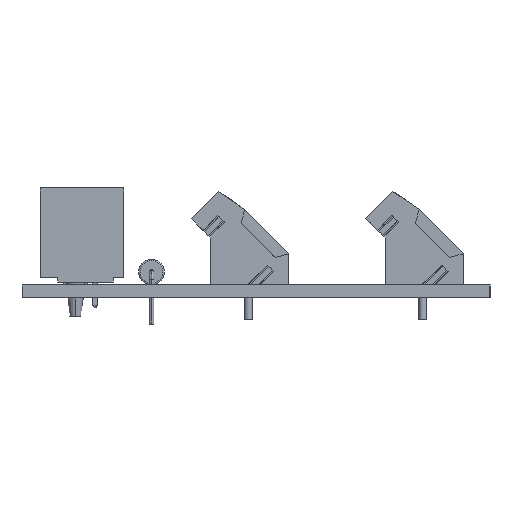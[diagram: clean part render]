
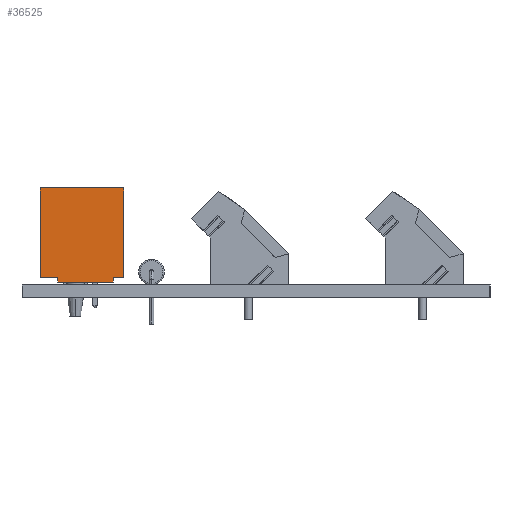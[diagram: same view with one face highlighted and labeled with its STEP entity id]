
A CAD part, left-side view. The second image highlights one B-rep face of the part: STEP entity #36525.
In plain terms, the highlighted planar face has unit normal (-1, 0, 0).
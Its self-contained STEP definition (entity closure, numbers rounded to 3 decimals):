
#34834 = VERTEX_POINT('',#34835);
#34835 = CARTESIAN_POINT('',(-9.91,5.75,1.));
#34841 = EDGE_CURVE('',#34842,#34834,#34844,.T.);
#34842 = VERTEX_POINT('',#34843);
#34843 = CARTESIAN_POINT('',(-9.91,5.75,12.43));
#34844 = LINE('',#34845,#34846);
#34845 = CARTESIAN_POINT('',(-9.91,5.75,6.395));
#34846 = VECTOR('',#34847,1.);
#34847 = DIRECTION('',(0.,0.,-1.));
#35811 = VERTEX_POINT('',#35812);
#35812 = CARTESIAN_POINT('',(-9.91,-4.95,1.));
#35818 = EDGE_CURVE('',#35811,#35819,#35821,.T.);
#35819 = VERTEX_POINT('',#35820);
#35820 = CARTESIAN_POINT('',(-9.91,-3.58,1.));
#35821 = LINE('',#35822,#35823);
#35822 = CARTESIAN_POINT('',(-9.91,0.4,1.));
#35823 = VECTOR('',#35824,1.);
#35824 = DIRECTION('',(0.,1.,0.));
#35893 = VERTEX_POINT('',#35894);
#35894 = CARTESIAN_POINT('',(-9.91,3.53,1.));
#35900 = EDGE_CURVE('',#35893,#34834,#35901,.T.);
#35901 = LINE('',#35902,#35903);
#35902 = CARTESIAN_POINT('',(-9.91,0.4,1.));
#35903 = VECTOR('',#35904,1.);
#35904 = DIRECTION('',(0.,1.,0.));
#36475 = EDGE_CURVE('',#36476,#35811,#36478,.T.);
#36476 = VERTEX_POINT('',#36477);
#36477 = CARTESIAN_POINT('',(-9.91,-4.95,12.43));
#36478 = LINE('',#36479,#36480);
#36479 = CARTESIAN_POINT('',(-9.91,-4.95,6.715));
#36480 = VECTOR('',#36481,1.);
#36481 = DIRECTION('',(0.,0.,-1.));
#36525 = ADVANCED_FACE('',(#36526),#36560,.T.);
#36526 = FACE_BOUND('',#36527,.T.);
#36527 = EDGE_LOOP('',(#36528,#36534,#36535,#36536,#36544,#36552,#36558,
    #36559));
#36528 = ORIENTED_EDGE('',*,*,#36529,.T.);
#36529 = EDGE_CURVE('',#36476,#34842,#36530,.T.);
#36530 = LINE('',#36531,#36532);
#36531 = CARTESIAN_POINT('',(-9.91,0.4,12.43));
#36532 = VECTOR('',#36533,1.);
#36533 = DIRECTION('',(0.,1.,0.));
#36534 = ORIENTED_EDGE('',*,*,#34841,.T.);
#36535 = ORIENTED_EDGE('',*,*,#35900,.F.);
#36536 = ORIENTED_EDGE('',*,*,#36537,.T.);
#36537 = EDGE_CURVE('',#35893,#36538,#36540,.T.);
#36538 = VERTEX_POINT('',#36539);
#36539 = CARTESIAN_POINT('',(-9.91,3.53,0.36));
#36540 = LINE('',#36541,#36542);
#36541 = CARTESIAN_POINT('',(-9.91,3.53,6.395));
#36542 = VECTOR('',#36543,1.);
#36543 = DIRECTION('',(0.,0.,-1.));
#36544 = ORIENTED_EDGE('',*,*,#36545,.T.);
#36545 = EDGE_CURVE('',#36538,#36546,#36548,.T.);
#36546 = VERTEX_POINT('',#36547);
#36547 = CARTESIAN_POINT('',(-9.91,-3.58,0.36));
#36548 = LINE('',#36549,#36550);
#36549 = CARTESIAN_POINT('',(-9.91,0.4,0.36));
#36550 = VECTOR('',#36551,1.);
#36551 = DIRECTION('',(0.,-1.,0.));
#36552 = ORIENTED_EDGE('',*,*,#36553,.T.);
#36553 = EDGE_CURVE('',#36546,#35819,#36554,.T.);
#36554 = LINE('',#36555,#36556);
#36555 = CARTESIAN_POINT('',(-9.91,-3.58,6.395));
#36556 = VECTOR('',#36557,1.);
#36557 = DIRECTION('',(0.,0.,1.));
#36558 = ORIENTED_EDGE('',*,*,#35818,.F.);
#36559 = ORIENTED_EDGE('',*,*,#36475,.F.);
#36560 = PLANE('',#36561);
#36561 = AXIS2_PLACEMENT_3D('',#36562,#36563,#36564);
#36562 = CARTESIAN_POINT('',(-9.91,-4.95,12.43));
#36563 = DIRECTION('',(-1.,0.,0.));
#36564 = DIRECTION('',(0.,1.,0.));
